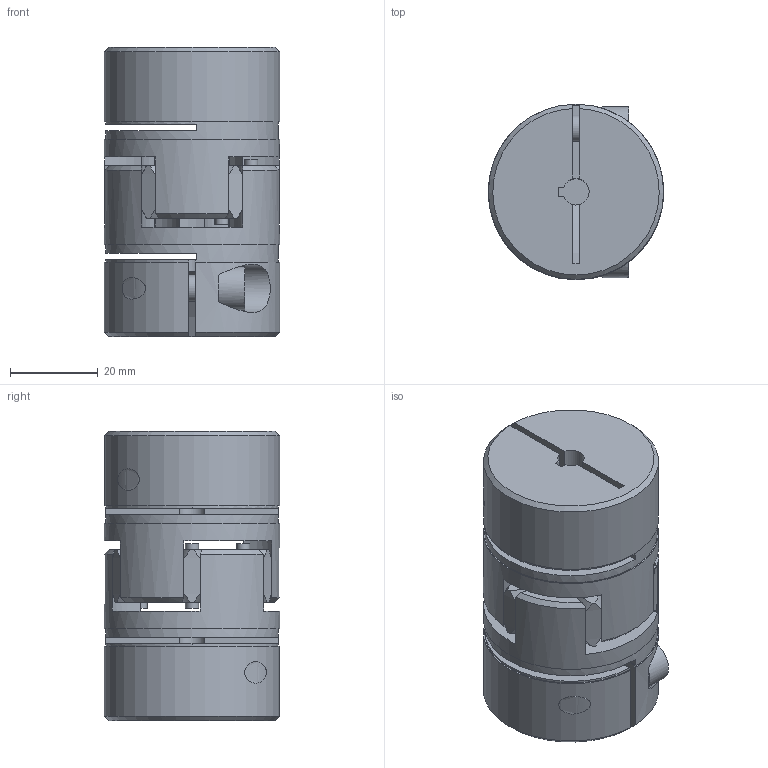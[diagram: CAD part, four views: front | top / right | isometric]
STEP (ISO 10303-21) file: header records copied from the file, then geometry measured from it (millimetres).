
FILE_DESCRIPTION( ( 'STEP AP214' ), '1' );
FILE_NAME( '01420-0606.stp', '2021-09-01T07:42:17', ( 'License CC BY-ND 4.0' ), ( 'CADENAS' ), ' ', 'PARTsolutions', ' ' );
FILE_SCHEMA( ( 'AUTOMOTIVE_DESIGN { 1 0 10303 214 1 1 1 1 }' ) );
Length unit declared in the file: millimetre
Products named in the file (4): 01420-0606; _01420-6pb; _01420-6pa; _01420-622p2
Assembly tree (3 placements, depth 2):
  01420-0606
    _01420-6pb
    _01420-6pa
    _01420-622p2
Bounding box: 40 x 40 x 66 mm (x, y, z)
Volume: 70288.8 mm3; surface area: 24634.8 mm2
Topology: 3 solids, 5 shells, 194 faces, 503 edges, 335 vertices
Faces by surface type: plane 80, cylinder 78, cone 36
Full cylindrical faces by diameter (mm): 3 x6, 4.917 x2, 6 x2, 6.6 x4, 10 x2, 18 x2, 39.4 x2, 40 x2
Entity records: 7582 total; most frequent: CARTESIAN_POINT 1412, DIRECTION 984, ORIENTED_EDGE 916, EDGE_CURVE 458, AXIS2_PLACEMENT_3D 402, VERTEX_POINT 318, EDGE_LOOP 242, FACE_OUTER_BOUND 212
